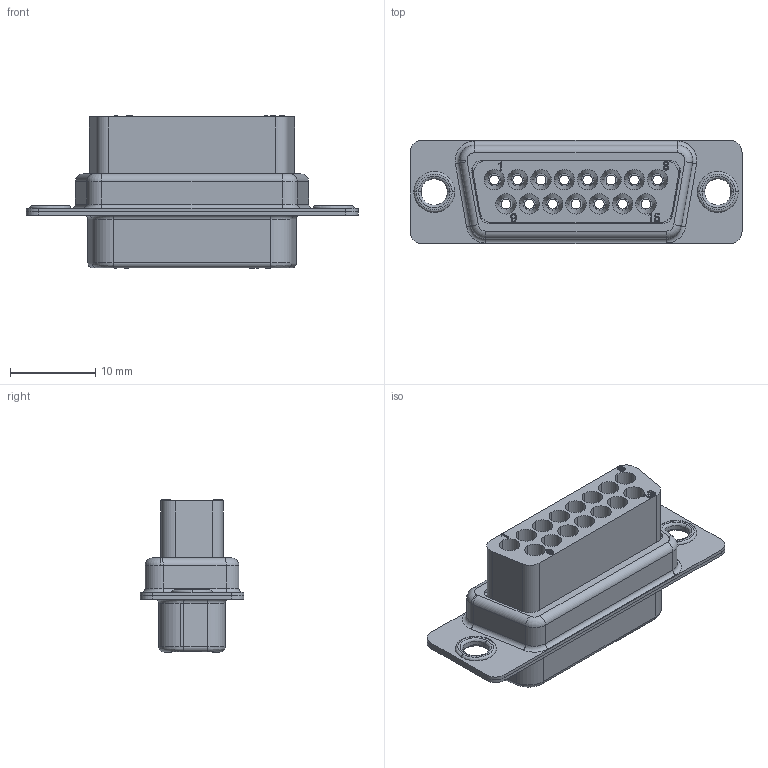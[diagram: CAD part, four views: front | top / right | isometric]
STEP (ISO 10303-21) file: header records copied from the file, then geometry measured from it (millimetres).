
FILE_DESCRIPTION (( 'STEP AP214' ), '1' );
FILE_NAME ('211-FS15-HV-V2-S.STEP', '2019-04-04T12:33:43', ( '' ), ( '' ), 'SwSTEP 2.0', 'SolidWorks 2014', '' );
FILE_SCHEMA (( 'AUTOMOTIVE_DESIGN' ));
Length unit declared in the file: millimetre
Products named in the file (7): 211-FS15-HV-V2-S; 62150B_1; 211-FS15-HV-V2-SX; 03152T; 04151TN
Assembly tree (6 placements, depth 3):
  211-FS15-HV-V2-S
    04151TN
      04151TN
    03152T
      03152T
    62150B_1
      211-FS15-HV-V2-SX
Bounding box: 39 x 12.2 x 17.95 mm (x, y, z)
Volume: 2691.7 mm3; surface area: 5766.4 mm2
Topology: 3 solids, 3 shells, 643 faces, 1573 edges, 1001 vertices
Faces by surface type: cylinder 221, bspline 165, plane 163, cone 65, torus 29
Entity records: 23246 total; most frequent: CARTESIAN_POINT 6559, ORIENTED_EDGE 3146, DIRECTION 2800, EDGE_CURVE 1573, AXIS2_PLACEMENT_3D 1071, VERTEX_POINT 1001, EDGE_LOOP 750, LINE 658
